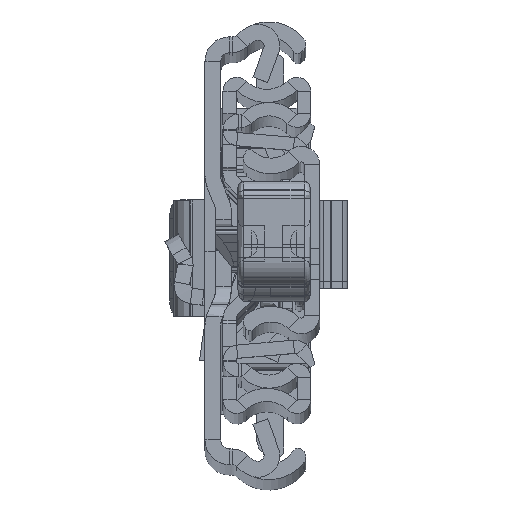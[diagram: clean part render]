
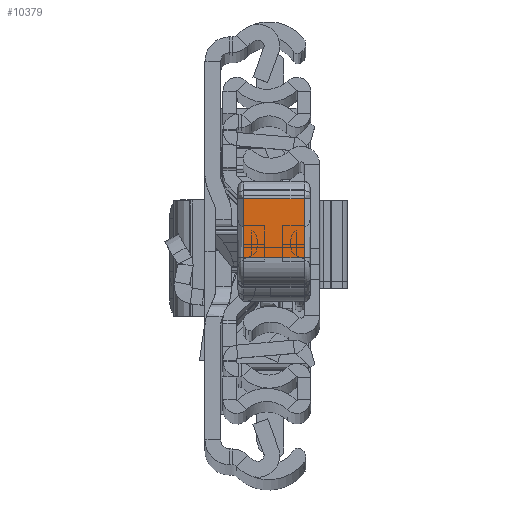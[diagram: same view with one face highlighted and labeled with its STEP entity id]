
A CAD part, top view. The second image highlights one B-rep face of the part: STEP entity #10379.
In plain terms, the highlighted face is planar.
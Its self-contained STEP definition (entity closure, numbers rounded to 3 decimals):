
#2512 = LINE ( 'NONE', #14247, #27508 ) ;
#4031 = ORIENTED_EDGE ( 'NONE', *, *, #7985, .F. ) ;
#4631 = LINE ( 'NONE', #11147, #13508 ) ;
#4832 = FACE_OUTER_BOUND ( 'NONE', #26985, .T. ) ;
#6986 = VERTEX_POINT ( 'NONE', #21729 ) ;
#7797 = CARTESIAN_POINT ( 'NONE',  ( 39.818, -2.465, -10. ) ) ;
#7985 = EDGE_CURVE ( 'NONE', #6986, #29526, #16374, .T. ) ;
#8102 = DIRECTION ( 'NONE',  ( 0., 0., 1. ) ) ;
#10101 = AXIS2_PLACEMENT_3D ( 'NONE', #34772, #23047, #31896 ) ;
#10379 = ADVANCED_FACE ( 'NONE', ( #4832 ), #37678, .F. ) ;
#11147 = CARTESIAN_POINT ( 'NONE',  ( 39.55, -12.274, -10. ) ) ;
#13089 = CARTESIAN_POINT ( 'NONE',  ( 39.55, -12.274, 0. ) ) ;
#13168 = EDGE_CURVE ( 'NONE', #26598, #6986, #4631, .T. ) ;
#13508 = VECTOR ( 'NONE', #34595, 1000. ) ;
#13770 = CARTESIAN_POINT ( 'NONE',  ( 39.818, -2.465, 0. ) ) ;
#14247 = CARTESIAN_POINT ( 'NONE',  ( 39.818, -2.465, -11. ) ) ;
#16374 = LINE ( 'NONE', #34225, #27346 ) ;
#16770 = VERTEX_POINT ( 'NONE', #13770 ) ;
#21440 = ORIENTED_EDGE ( 'NONE', *, *, #31851, .F. ) ;
#21729 = CARTESIAN_POINT ( 'NONE',  ( 39.55, -12.274, -10. ) ) ;
#22904 = ORIENTED_EDGE ( 'NONE', *, *, #36824, .F. ) ;
#23047 = DIRECTION ( 'NONE',  ( -1., 0.027, 0. ) ) ;
#24850 = LINE ( 'NONE', #13089, #35621 ) ;
#26598 = VERTEX_POINT ( 'NONE', #7797 ) ;
#26985 = EDGE_LOOP ( 'NONE', ( #4031, #34132, #21440, #22904 ) ) ;
#27156 = DIRECTION ( 'NONE',  ( 0.027, 1., 0. ) ) ;
#27346 = VECTOR ( 'NONE', #8102, 1000. ) ;
#27508 = VECTOR ( 'NONE', #37699, 1000. ) ;
#29526 = VERTEX_POINT ( 'NONE', #32733 ) ;
#31851 = EDGE_CURVE ( 'NONE', #16770, #26598, #2512, .T. ) ;
#31896 = DIRECTION ( 'NONE',  ( -0.027, -1., 0. ) ) ;
#32733 = CARTESIAN_POINT ( 'NONE',  ( 39.55, -12.274, 0. ) ) ;
#34132 = ORIENTED_EDGE ( 'NONE', *, *, #13168, .F. ) ;
#34225 = CARTESIAN_POINT ( 'NONE',  ( 39.55, -12.274, -11. ) ) ;
#34595 = DIRECTION ( 'NONE',  ( -0.027, -1., 0. ) ) ;
#34772 = CARTESIAN_POINT ( 'NONE',  ( 39.55, -12.274, -11. ) ) ;
#35621 = VECTOR ( 'NONE', #27156, 1000. ) ;
#36824 = EDGE_CURVE ( 'NONE', #29526, #16770, #24850, .T. ) ;
#37678 = PLANE ( 'NONE',  #10101 ) ;
#37699 = DIRECTION ( 'NONE',  ( 0., 0., -1. ) ) ;
